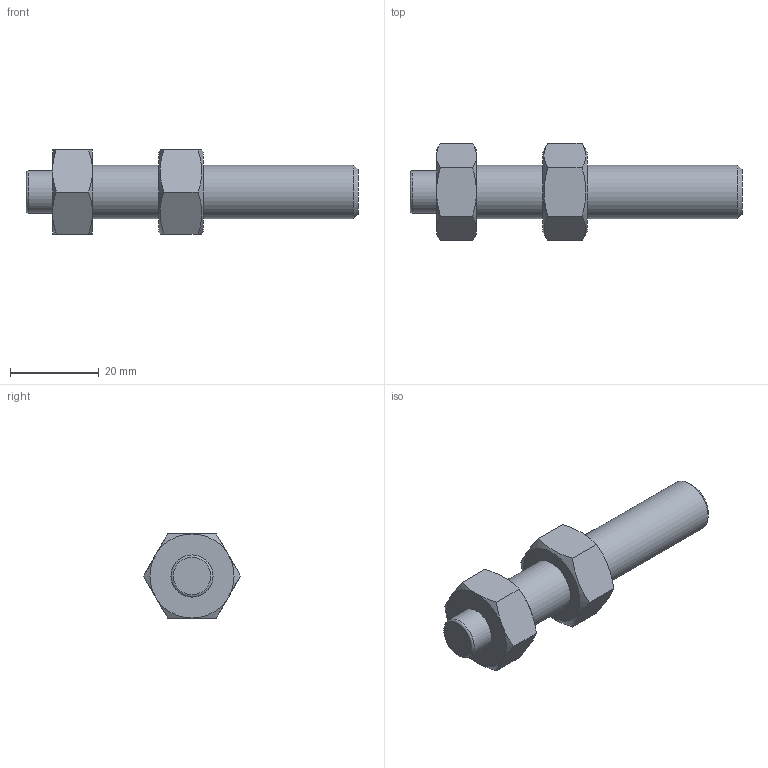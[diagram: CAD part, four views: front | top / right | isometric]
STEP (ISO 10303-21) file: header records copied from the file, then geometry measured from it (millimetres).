
FILE_DESCRIPTION( ( 'Unknown' ), '1' );
FILE_NAME( 'PT39-1219.stp', 'Unknown', ( 'Unknown' ), ( 'Unknown' ), 'XStep 1.0', 'Unknown', ' ' );
FILE_SCHEMA( ( 'CONFIG_CONTROL_DESIGN' ) );
Length unit declared in the file: millimetre
Products named in the file (1): 1
Bounding box: 75 x 21.94 x 19 mm (x, y, z)
Volume: 11945.8 mm3; surface area: 4221.4 mm2
Topology: 1 solids, 1 shells, 37 faces, 83 edges, 52 vertices
Faces by surface type: plane 18, cone 15, cylinder 3, torus 1
Full cylindrical faces by diameter (mm): 9.5 x1, 12 x2
Entity records: 1178 total; most frequent: CARTESIAN_POINT 430, ORIENTED_EDGE 140, DIRECTION 132, EDGE_CURVE 70, AXIS2_PLACEMENT_3D 60, EDGE_LOOP 48, VERTEX_POINT 46, FACE_OUTER_BOUND 41
